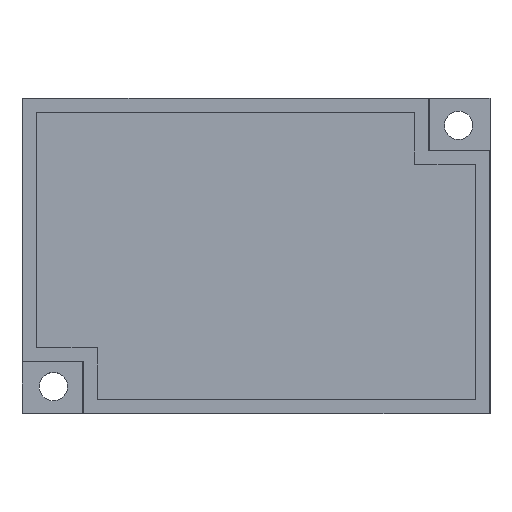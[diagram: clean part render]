
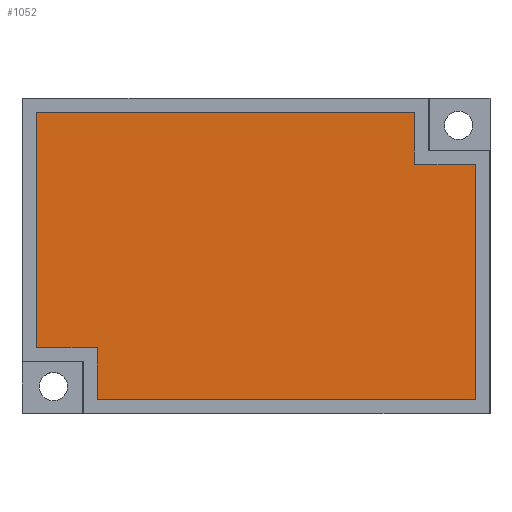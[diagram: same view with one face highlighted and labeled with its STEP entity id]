
A CAD part, top view. The second image highlights one B-rep face of the part: STEP entity #1052.
In plain terms, the highlighted planar face has unit normal (0, 0, 1).
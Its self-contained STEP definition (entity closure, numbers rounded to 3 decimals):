
#272=DIRECTION('',(0.,1.,0.));
#273=VECTOR('',#272,30.11);
#274=CARTESIAN_POINT('',(28.055,-23.38,7.65));
#275=LINE('',#274,#273);
#276=DIRECTION('',(1.,0.,0.));
#277=VECTOR('',#276,48.36);
#278=CARTESIAN_POINT('',(-20.305,-23.38,7.65));
#279=LINE('',#278,#277);
#280=DIRECTION('',(0.,-1.,0.));
#281=VECTOR('',#280,6.65);
#282=CARTESIAN_POINT('',(-20.305,-16.73,7.65));
#283=LINE('',#282,#281);
#284=DIRECTION('',(1.,0.,0.));
#285=VECTOR('',#284,7.74);
#286=CARTESIAN_POINT('',(-28.045,-16.73,7.65));
#287=LINE('',#286,#285);
#288=DIRECTION('',(0.,-1.,0.));
#289=VECTOR('',#288,30.1);
#290=CARTESIAN_POINT('',(-28.045,13.37,7.65));
#291=LINE('',#290,#289);
#292=DIRECTION('',(-1.,0.,0.));
#293=VECTOR('',#292,48.35);
#294=CARTESIAN_POINT('',(20.305,13.37,7.65));
#295=LINE('',#294,#293);
#296=DIRECTION('',(0.,1.,0.));
#297=VECTOR('',#296,6.64);
#298=CARTESIAN_POINT('',(20.305,6.73,7.65));
#299=LINE('',#298,#297);
#300=DIRECTION('',(-1.,0.,0.));
#301=VECTOR('',#300,7.75);
#302=CARTESIAN_POINT('',(28.055,6.73,7.65));
#303=LINE('',#302,#301);
#494=CARTESIAN_POINT('',(28.055,6.73,7.65));
#495=VERTEX_POINT('',#494);
#496=CARTESIAN_POINT('',(28.055,-23.38,7.65));
#497=VERTEX_POINT('',#496);
#498=CARTESIAN_POINT('',(-20.305,-23.38,7.65));
#499=VERTEX_POINT('',#498);
#500=CARTESIAN_POINT('',(-20.305,-16.73,7.65));
#501=VERTEX_POINT('',#500);
#502=CARTESIAN_POINT('',(-28.045,-16.73,7.65));
#503=VERTEX_POINT('',#502);
#504=CARTESIAN_POINT('',(-28.045,13.37,7.65));
#505=VERTEX_POINT('',#504);
#506=CARTESIAN_POINT('',(20.305,13.37,7.65));
#507=VERTEX_POINT('',#506);
#508=CARTESIAN_POINT('',(20.305,6.73,7.65));
#509=VERTEX_POINT('',#508);
#1037=CARTESIAN_POINT('',(0.005,-5.005,7.65));
#1038=DIRECTION('',(0.,0.,1.));
#1039=DIRECTION('',(-1.,0.,0.));
#1040=AXIS2_PLACEMENT_3D('',#1037,#1038,#1039);
#1041=PLANE('',#1040);
#1042=ORIENTED_EDGE('',*,*,#877,.F.);
#1043=ORIENTED_EDGE('',*,*,#899,.F.);
#1044=ORIENTED_EDGE('',*,*,#920,.F.);
#1045=ORIENTED_EDGE('',*,*,#941,.F.);
#1046=ORIENTED_EDGE('',*,*,#962,.F.);
#1047=ORIENTED_EDGE('',*,*,#983,.F.);
#1048=ORIENTED_EDGE('',*,*,#1004,.F.);
#1049=ORIENTED_EDGE('',*,*,#1024,.F.);
#1050=EDGE_LOOP('',(#1042,#1043,#1044,#1045,#1046,#1047,#1048,#1049));
#1051=FACE_OUTER_BOUND('',#1050,.F.);
#1052=ADVANCED_FACE('',(#1051),#1041,.T.);
#877=EDGE_CURVE('',#497,#495,#275,.T.);
#899=EDGE_CURVE('',#499,#497,#279,.T.);
#920=EDGE_CURVE('',#501,#499,#283,.T.);
#941=EDGE_CURVE('',#503,#501,#287,.T.);
#962=EDGE_CURVE('',#505,#503,#291,.T.);
#983=EDGE_CURVE('',#507,#505,#295,.T.);
#1004=EDGE_CURVE('',#509,#507,#299,.T.);
#1024=EDGE_CURVE('',#495,#509,#303,.T.);
